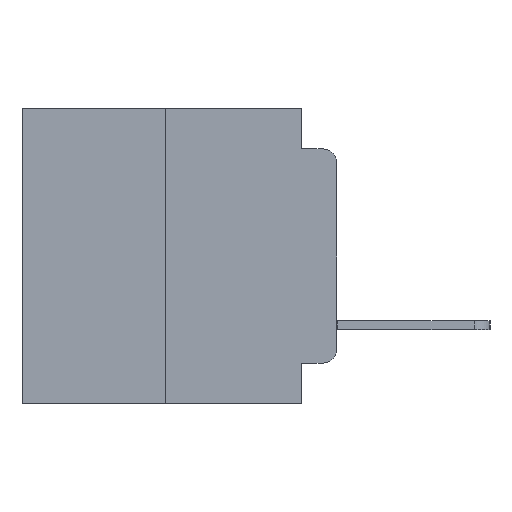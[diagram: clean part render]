
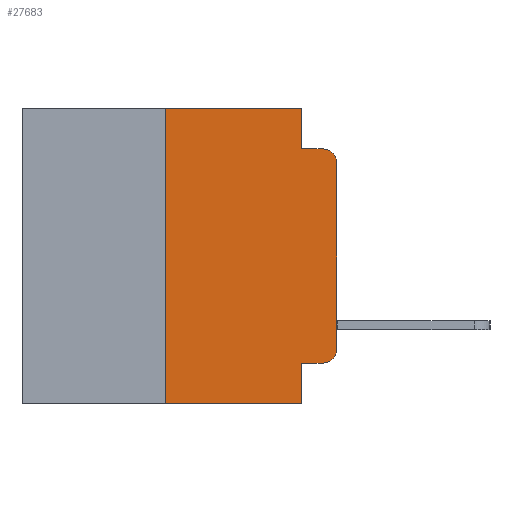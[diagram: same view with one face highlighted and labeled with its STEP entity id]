
A CAD part, left-side view. The second image highlights one B-rep face of the part: STEP entity #27683.
In plain terms, the highlighted planar face has unit normal (-1, 0, 0).
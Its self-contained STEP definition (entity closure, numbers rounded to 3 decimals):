
#149 = ORIENTED_EDGE ( 'NONE', *, *, #2472, .F. ) ;
#291 = EDGE_CURVE ( 'NONE', #9829, #12934, #1055, .T. ) ;
#710 = DIRECTION ( 'NONE',  ( 0., 0., -1. ) ) ;
#1006 = CARTESIAN_POINT ( 'NONE',  ( -75.603, 0., 3.467 ) ) ;
#1055 = LINE ( 'NONE', #19591, #6078 ) ;
#1143 = CARTESIAN_POINT ( 'NONE',  ( -75.603, 1.295, 0. ) ) ;
#1977 = VECTOR ( 'NONE', #20172, 1000. ) ;
#2136 = CARTESIAN_POINT ( 'NONE',  ( -75.603, 11.684, -5.486 ) ) ;
#2472 = EDGE_CURVE ( 'NONE', #20112, #9829, #18636, .T. ) ;
#3002 = DIRECTION ( 'NONE',  ( -1., 0., 0. ) ) ;
#3655 = CARTESIAN_POINT ( 'NONE',  ( -75.603, 6.35, 5.486 ) ) ;
#3673 = CARTESIAN_POINT ( 'NONE',  ( -75.603, 0., -3.467 ) ) ;
#3885 = VERTEX_POINT ( 'NONE', #13999 ) ;
#3936 = AXIS2_PLACEMENT_3D ( 'NONE', #9854, #21505, #19030 ) ;
#4500 = LINE ( 'NONE', #22252, #1977 ) ;
#4522 = DIRECTION ( 'NONE',  ( 0., -1., 0. ) ) ;
#5221 = VERTEX_POINT ( 'NONE', #1006 ) ;
#5676 = AXIS2_PLACEMENT_3D ( 'NONE', #19198, #3002, #710 ) ;
#5699 = AXIS2_PLACEMENT_3D ( 'NONE', #12692, #28631, #17263 ) ;
#6023 = DIRECTION ( 'NONE',  ( 0., 0., 1. ) ) ;
#6078 = VECTOR ( 'NONE', #24269, 1000. ) ;
#7982 = VERTEX_POINT ( 'NONE', #21442 ) ;
#8021 = CARTESIAN_POINT ( 'NONE',  ( -75.603, 6.35, -5.486 ) ) ;
#8421 = CARTESIAN_POINT ( 'NONE',  ( -75.603, 1.295, 5.486 ) ) ;
#9263 = ORIENTED_EDGE ( 'NONE', *, *, #23808, .F. ) ;
#9520 = ORIENTED_EDGE ( 'NONE', *, *, #16335, .T. ) ;
#9536 = DIRECTION ( 'NONE',  ( 0., -1., 0. ) ) ;
#9808 = EDGE_LOOP ( 'NONE', ( #26653, #9848, #19768, #9520, #9263, #22439, #15662, #149, #22746, #20587 ) ) ;
#9829 = VERTEX_POINT ( 'NONE', #3655 ) ;
#9848 = ORIENTED_EDGE ( 'NONE', *, *, #26263, .T. ) ;
#9854 = CARTESIAN_POINT ( 'NONE',  ( -75.603, 0.508, -3.467 ) ) ;
#10146 = LINE ( 'NONE', #29409, #25838 ) ;
#10374 = PLANE ( 'NONE',  #5699 ) ;
#11165 = EDGE_CURVE ( 'NONE', #25175, #5221, #25340, .T. ) ;
#12229 = CARTESIAN_POINT ( 'NONE',  ( -75.603, 0.508, -3.975 ) ) ;
#12496 = DIRECTION ( 'NONE',  ( 0., 0., 1. ) ) ;
#12692 = CARTESIAN_POINT ( 'NONE',  ( -75.603, 11.684, 5.486 ) ) ;
#12934 = VERTEX_POINT ( 'NONE', #8421 ) ;
#13284 = VECTOR ( 'NONE', #26134, 1000. ) ;
#13999 = CARTESIAN_POINT ( 'NONE',  ( -75.603, 0.508, 3.975 ) ) ;
#14752 = CARTESIAN_POINT ( 'NONE',  ( -75.603, 1.295, -5.486 ) ) ;
#14777 = VERTEX_POINT ( 'NONE', #22209 ) ;
#15145 = CIRCLE ( 'NONE', #5676, 0.508 ) ;
#15662 = ORIENTED_EDGE ( 'NONE', *, *, #291, .F. ) ;
#15851 = EDGE_CURVE ( 'NONE', #14777, #18233, #4500, .T. ) ;
#16125 = EDGE_CURVE ( 'NONE', #14777, #23600, #10146, .T. ) ;
#16335 = EDGE_CURVE ( 'NONE', #5221, #3885, #15145, .T. ) ;
#16429 = VECTOR ( 'NONE', #12496, 1000. ) ;
#17263 = DIRECTION ( 'NONE',  ( 0., 0., -1. ) ) ;
#17371 = CARTESIAN_POINT ( 'NONE',  ( -75.603, 0., 5.486 ) ) ;
#18233 = VERTEX_POINT ( 'NONE', #14752 ) ;
#18636 = LINE ( 'NONE', #28714, #24004 ) ;
#18964 = LINE ( 'NONE', #2136, #27186 ) ;
#19030 = DIRECTION ( 'NONE',  ( 0., 0., -1. ) ) ;
#19198 = CARTESIAN_POINT ( 'NONE',  ( -75.603, 0.508, 3.467 ) ) ;
#19591 = CARTESIAN_POINT ( 'NONE',  ( -75.603, 11.684, 5.486 ) ) ;
#19768 = ORIENTED_EDGE ( 'NONE', *, *, #11165, .T. ) ;
#20112 = VERTEX_POINT ( 'NONE', #8021 ) ;
#20172 = DIRECTION ( 'NONE',  ( 0., 0., -1. ) ) ;
#20587 = ORIENTED_EDGE ( 'NONE', *, *, #15851, .F. ) ;
#21167 = CIRCLE ( 'NONE', #3936, 0.508 ) ;
#21442 = CARTESIAN_POINT ( 'NONE',  ( -75.603, 1.295, 3.975 ) ) ;
#21505 = DIRECTION ( 'NONE',  ( -1., 0., 0. ) ) ;
#22209 = CARTESIAN_POINT ( 'NONE',  ( -75.603, 1.295, -3.975 ) ) ;
#22252 = CARTESIAN_POINT ( 'NONE',  ( -75.603, 1.295, 0. ) ) ;
#22439 = ORIENTED_EDGE ( 'NONE', *, *, #27605, .F. ) ;
#22520 = LINE ( 'NONE', #24069, #29335 ) ;
#22746 = ORIENTED_EDGE ( 'NONE', *, *, #27951, .T. ) ;
#23600 = VERTEX_POINT ( 'NONE', #12229 ) ;
#23808 = EDGE_CURVE ( 'NONE', #7982, #3885, #22520, .T. ) ;
#24004 = VECTOR ( 'NONE', #6023, 1000. ) ;
#24069 = CARTESIAN_POINT ( 'NONE',  ( -75.603, 1.295, 3.975 ) ) ;
#24269 = DIRECTION ( 'NONE',  ( 0., -1., 0. ) ) ;
#25175 = VERTEX_POINT ( 'NONE', #3673 ) ;
#25340 = LINE ( 'NONE', #17371, #16429 ) ;
#25838 = VECTOR ( 'NONE', #4522, 1000. ) ;
#25961 = DIRECTION ( 'NONE',  ( 0., -1., 0. ) ) ;
#26134 = DIRECTION ( 'NONE',  ( 0., 0., -1. ) ) ;
#26263 = EDGE_CURVE ( 'NONE', #23600, #25175, #21167, .T. ) ;
#26653 = ORIENTED_EDGE ( 'NONE', *, *, #16125, .T. ) ;
#27186 = VECTOR ( 'NONE', #9536, 1000. ) ;
#27557 = LINE ( 'NONE', #1143, #13284 ) ;
#27605 = EDGE_CURVE ( 'NONE', #12934, #7982, #27557, .T. ) ;
#27683 = ADVANCED_FACE ( 'NONE', ( #27875 ), #10374, .F. ) ;
#27875 = FACE_OUTER_BOUND ( 'NONE', #9808, .T. ) ;
#27951 = EDGE_CURVE ( 'NONE', #20112, #18233, #18964, .T. ) ;
#28631 = DIRECTION ( 'NONE',  ( 1., 0., 0. ) ) ;
#28714 = CARTESIAN_POINT ( 'NONE',  ( -75.603, 6.35, -5.486 ) ) ;
#29335 = VECTOR ( 'NONE', #25961, 1000. ) ;
#29409 = CARTESIAN_POINT ( 'NONE',  ( -75.603, 1.295, -3.975 ) ) ;
